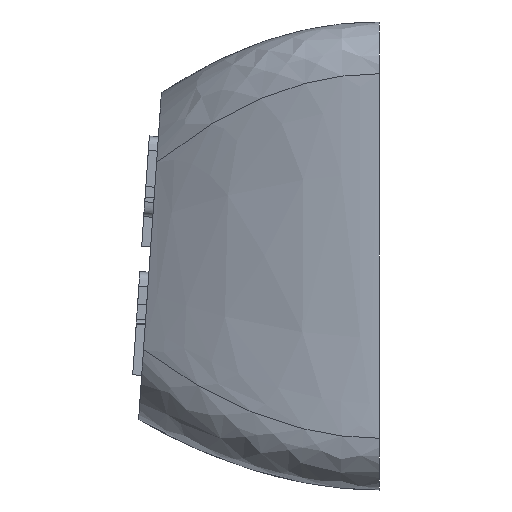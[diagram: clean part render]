
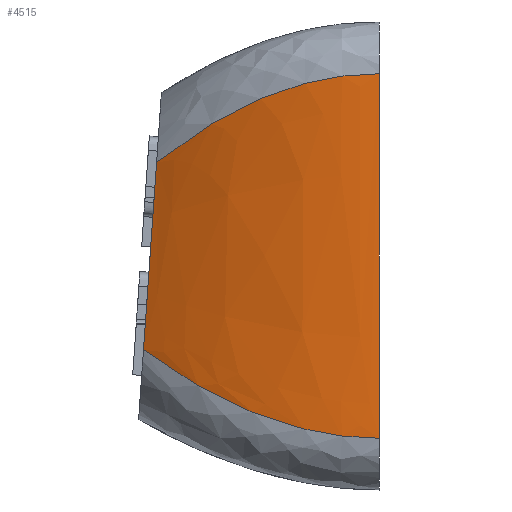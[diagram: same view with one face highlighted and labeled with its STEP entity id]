
A CAD part, left-side view. The second image highlights one B-rep face of the part: STEP entity #4515.
In plain terms, the highlighted free-form (B-spline) face has degree [3, 3] with [4, 4] control points.
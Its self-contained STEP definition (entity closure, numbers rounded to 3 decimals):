
#75=B_SPLINE_CURVE_WITH_KNOTS('',3,(#6146,#6147,#6148,#6149),
 .UNSPECIFIED.,.F.,.F.,(4,4),(0.,1.),.UNSPECIFIED.);
#76=B_SPLINE_CURVE_WITH_KNOTS('',3,(#6170,#6171,#6172,#6173),
 .UNSPECIFIED.,.F.,.F.,(4,4),(0.,1.),.UNSPECIFIED.);
#310=B_SPLINE_SURFACE_WITH_KNOTS('',3,3,((#6151,#6152,#6153,#6154),(#6155,
#6156,#6157,#6158),(#6159,#6160,#6161,#6162),(#6163,#6164,#6165,#6166)),
 .UNSPECIFIED.,.F.,.F.,.F.,(4,4),(4,4),(0.,1.),(0.,1.),.UNSPECIFIED.);
#419=FACE_OUTER_BOUND('',#663,.T.);
#663=EDGE_LOOP('',(#3034,#3035,#3036,#3037));
#940=LINE('',#6168,#1376);
#941=LINE('',#6174,#1377);
#1376=VECTOR('',#4983,10.);
#1377=VECTOR('',#4984,10.);
#1823=VERTEX_POINT('',#6143);
#1824=VERTEX_POINT('',#6145);
#1825=VERTEX_POINT('',#6167);
#1826=VERTEX_POINT('',#6169);
#2311=EDGE_CURVE('',#1823,#1824,#75,.T.);
#2313=EDGE_CURVE('',#1825,#1823,#940,.T.);
#2314=EDGE_CURVE('',#1825,#1826,#76,.T.);
#2315=EDGE_CURVE('',#1826,#1824,#941,.T.);
#3034=ORIENTED_EDGE('',*,*,#2313,.F.);
#3035=ORIENTED_EDGE('',*,*,#2314,.T.);
#3036=ORIENTED_EDGE('',*,*,#2315,.T.);
#3037=ORIENTED_EDGE('',*,*,#2311,.F.);
#4515=ADVANCED_FACE('',(#419),#310,.F.);
#4983=DIRECTION('',(0.,-0.07,0.998));
#4984=DIRECTION('',(0.,0.,1.));
#6143=CARTESIAN_POINT('',(2.7,8.614,12.669));
#6145=CARTESIAN_POINT('',(0.,0.,16.1));
#6146=CARTESIAN_POINT('Ctrl Pts',(2.7,8.614,12.669));
#6147=CARTESIAN_POINT('Ctrl Pts',(0.9,5.743,14.956));
#6148=CARTESIAN_POINT('Ctrl Pts',(0.,2.956,
16.1));
#6149=CARTESIAN_POINT('Ctrl Pts',(0.,0.,16.1));
#6151=CARTESIAN_POINT('Ctrl Pts',(2.7,9.12,5.431));
#6152=CARTESIAN_POINT('Ctrl Pts',(0.9,6.08,3.144));
#6153=CARTESIAN_POINT('Ctrl Pts',(0.,2.956,
2.));
#6154=CARTESIAN_POINT('Ctrl Pts',(0.,0.,
2.));
#6155=CARTESIAN_POINT('Ctrl Pts',(2.7,9.022,6.841));
#6156=CARTESIAN_POINT('Ctrl Pts',(0.939,6.014,4.776));
#6157=CARTESIAN_POINT('Ctrl Pts',(0.,2.956,
3.047));
#6158=CARTESIAN_POINT('Ctrl Pts',(0.,0.,
3.047));
#6159=CARTESIAN_POINT('Ctrl Pts',(2.7,8.713,11.259));
#6160=CARTESIAN_POINT('Ctrl Pts',(0.939,5.808,13.324));
#6161=CARTESIAN_POINT('Ctrl Pts',(0.,2.956,
15.053));
#6162=CARTESIAN_POINT('Ctrl Pts',(0.,0.,
15.053));
#6163=CARTESIAN_POINT('Ctrl Pts',(2.7,8.614,12.669));
#6164=CARTESIAN_POINT('Ctrl Pts',(0.9,5.743,14.956));
#6165=CARTESIAN_POINT('Ctrl Pts',(0.,2.956,
16.1));
#6166=CARTESIAN_POINT('Ctrl Pts',(0.,0.,16.1));
#6167=CARTESIAN_POINT('',(2.7,9.12,5.431));
#6168=CARTESIAN_POINT('',(2.7,8.614,12.669));
#6169=CARTESIAN_POINT('',(0.,0.,2.));
#6170=CARTESIAN_POINT('Ctrl Pts',(2.7,9.12,5.431));
#6171=CARTESIAN_POINT('Ctrl Pts',(0.9,6.08,3.144));
#6172=CARTESIAN_POINT('Ctrl Pts',(0.,2.956,
2.));
#6173=CARTESIAN_POINT('Ctrl Pts',(0.,0.,
2.));
#6174=CARTESIAN_POINT('',(0.,0.,16.1));
